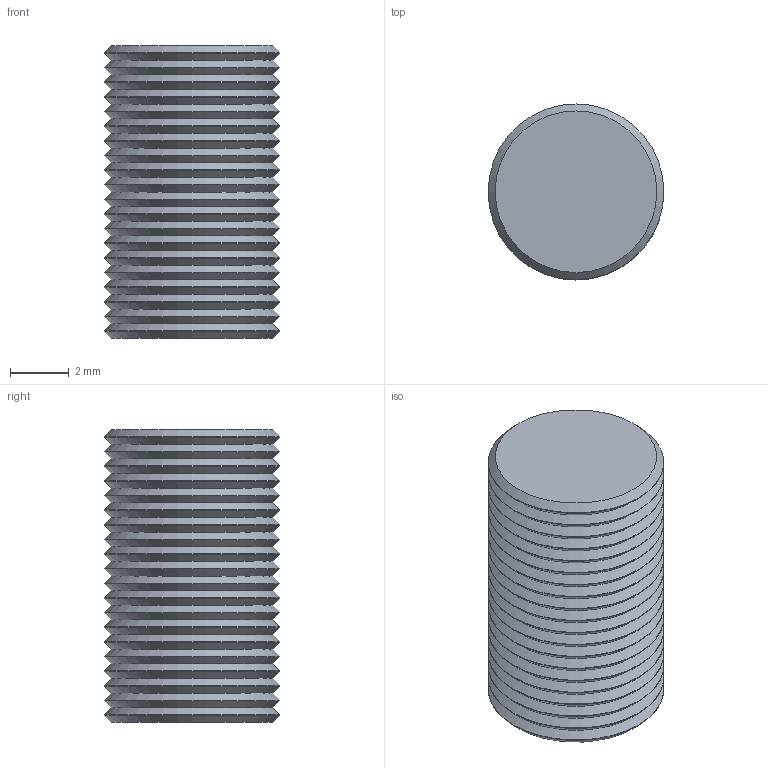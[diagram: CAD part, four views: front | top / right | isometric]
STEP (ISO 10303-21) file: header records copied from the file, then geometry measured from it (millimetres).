
FILE_DESCRIPTION(('FreeCAD Model'),'2;1');
FILE_NAME('thread.step','2019-05-14T13:51:14',('Author'),(''), 'Open CASCADE STEP processor 7.3','FreeCAD','Unknown');
FILE_SCHEMA(('AUTOMOTIVE_DESIGN { 1 0 10303 214 1 1 1 1 }'));
Length unit declared in the file: millimetre
Products named in the file (1): Array
Bounding box: 6 x 6 x 10 mm (x, y, z)
Volume: 261.6 mm3; surface area: 1210.5 mm2
Topology: 20 solids, 20 shells, 100 faces, 140 edges, 80 vertices
Faces by surface type: cone 40, plane 40, cylinder 20
Full cylindrical faces by diameter (mm): 6 x20
Entity records: 2258 total; most frequent: DIRECTION 422, CARTESIAN_POINT 321, ORIENTED_EDGE 280, AXIS2_PLACEMENT_3D 181, EDGE_CURVE 140, ADVANCED_FACE 100, FACE_BOUND 100, EDGE_LOOP 100
